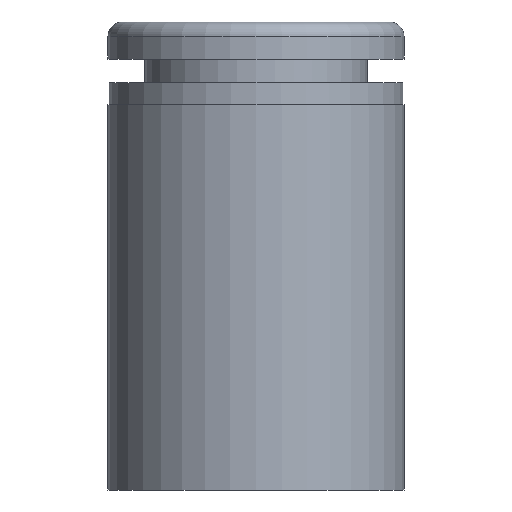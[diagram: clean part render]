
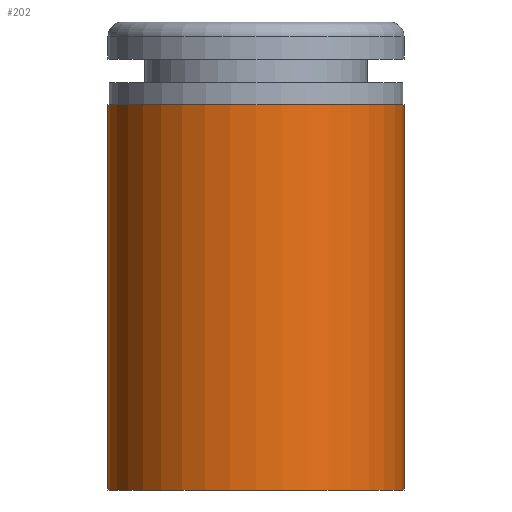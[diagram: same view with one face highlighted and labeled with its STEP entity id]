
A CAD part, front view. The second image highlights one B-rep face of the part: STEP entity #202.
In plain terms, the highlighted cylindrical face has radius 5 mm (diameter 10 mm), a full revolution.
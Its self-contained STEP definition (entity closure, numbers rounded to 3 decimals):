
#29=LINE('',#389,#34);
#34=VECTOR('',#320,5.);
#39=CYLINDRICAL_SURFACE('',#252,5.);
#45=FACE_OUTER_BOUND('',#56,.T.);
#56=EDGE_LOOP('',(#170,#171,#172,#173,#174,#175));
#86=CIRCLE('',#253,5.);
#87=CIRCLE('',#254,5.);
#88=CIRCLE('',#255,5.);
#89=CIRCLE('',#256,5.);
#108=VERTEX_POINT('',#385);
#109=VERTEX_POINT('',#386);
#110=VERTEX_POINT('',#388);
#111=VERTEX_POINT('',#390);
#135=EDGE_CURVE('',#108,#109,#86,.T.);
#136=EDGE_CURVE('',#109,#110,#29,.T.);
#137=EDGE_CURVE('',#111,#110,#87,.T.);
#138=EDGE_CURVE('',#110,#111,#88,.T.);
#139=EDGE_CURVE('',#109,#108,#89,.T.);
#170=ORIENTED_EDGE('',*,*,#135,.T.);
#171=ORIENTED_EDGE('',*,*,#136,.T.);
#172=ORIENTED_EDGE('',*,*,#137,.F.);
#173=ORIENTED_EDGE('',*,*,#138,.F.);
#174=ORIENTED_EDGE('',*,*,#136,.F.);
#175=ORIENTED_EDGE('',*,*,#139,.T.);
#202=ADVANCED_FACE('',(#45),#39,.T.);
#252=AXIS2_PLACEMENT_3D('',#384,#316,#317);
#253=AXIS2_PLACEMENT_3D('',#387,#318,#319);
#254=AXIS2_PLACEMENT_3D('',#391,#321,#322);
#255=AXIS2_PLACEMENT_3D('',#392,#323,#324);
#256=AXIS2_PLACEMENT_3D('',#393,#325,#326);
#316=DIRECTION('center_axis',(0.,0.,-1.));
#317=DIRECTION('ref_axis',(-1.,0.,0.));
#318=DIRECTION('center_axis',(0.,0.,1.));
#319=DIRECTION('ref_axis',(1.,0.,0.));
#320=DIRECTION('',(0.,0.,1.));
#321=DIRECTION('center_axis',(0.,0.,1.));
#322=DIRECTION('ref_axis',(1.,0.,0.));
#323=DIRECTION('center_axis',(0.,0.,1.));
#324=DIRECTION('ref_axis',(1.,0.,0.));
#325=DIRECTION('center_axis',(0.,0.,1.));
#326=DIRECTION('ref_axis',(1.,0.,0.));
#384=CARTESIAN_POINT('Origin',(0.,0.,13.));
#385=CARTESIAN_POINT('',(-5.,0.,0.));
#386=CARTESIAN_POINT('',(5.,0.,0.));
#387=CARTESIAN_POINT('Origin',(0.,0.,0.));
#388=CARTESIAN_POINT('',(5.,0.,13.));
#389=CARTESIAN_POINT('',(5.,0.,13.));
#390=CARTESIAN_POINT('',(-5.,0.,13.));
#391=CARTESIAN_POINT('Origin',(0.,0.,13.));
#392=CARTESIAN_POINT('Origin',(0.,0.,13.));
#393=CARTESIAN_POINT('Origin',(0.,0.,0.));
